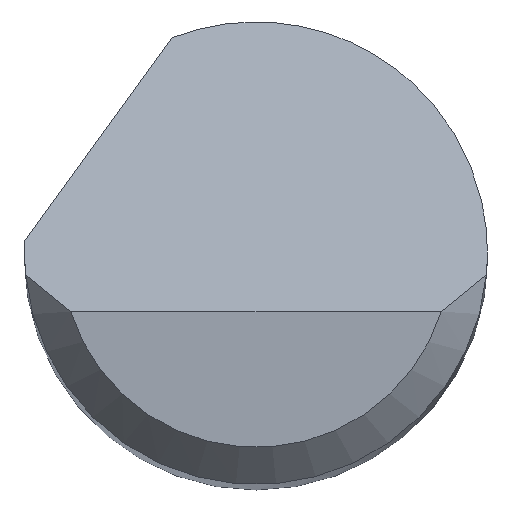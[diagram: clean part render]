
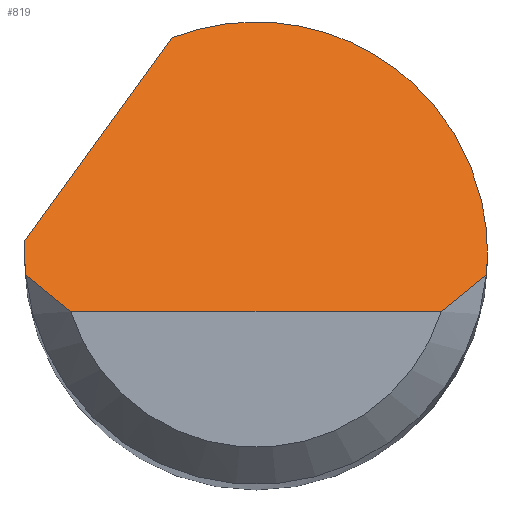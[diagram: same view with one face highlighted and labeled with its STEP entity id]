
A CAD part, top view. The second image highlights one B-rep face of the part: STEP entity #819.
In plain terms, the highlighted planar face has unit normal (0, 0.707, 0.707).
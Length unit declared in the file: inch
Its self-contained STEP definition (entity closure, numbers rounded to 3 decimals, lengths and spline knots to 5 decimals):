
#3 = DIRECTION ( 'NONE',  ( 0.456, 0.629, -0.629 ) ) ;
#10 = CARTESIAN_POINT ( 'NONE',  ( 0.08761, -0.01397, 1.49022 ) ) ;
#19 = CARTESIAN_POINT ( 'NONE',  ( 0.09334, -0.00875, 1.485 ) ) ;
#33 = PLANE ( 'NONE',  #617 ) ;
#57 = ORIENTED_EDGE ( 'NONE', *, *, #643, .F. ) ;
#71 = LINE ( 'NONE', #475, #1024 ) ;
#73 = CARTESIAN_POINT ( 'NONE',  ( -0.09362, 0.005, 1.47125 ) ) ;
#89 = EDGE_CURVE ( 'NONE', #1178, #616, #437, .T. ) ;
#94 = CARTESIAN_POINT ( 'NONE',  ( -0.11014, -0.01781, 1.49406 ) ) ;
#101 =( BOUNDED_CURVE ( )  B_SPLINE_CURVE ( 3, ( #314, #508, #329, #525 ),
 .UNSPECIFIED., .F., .F. ) 
 B_SPLINE_CURVE_WITH_KNOTS ( ( 4, 4 ),
 ( 1.5708, 1.66427 ),
 .UNSPECIFIED. ) 
 CURVE ( )  GEOMETRIC_REPRESENTATION_ITEM ( )  RATIONAL_B_SPLINE_CURVE ( ( 1., 0.999, 0.999, 1. ) ) 
 REPRESENTATION_ITEM ( '' )  );
#104 = CARTESIAN_POINT ( 'NONE',  ( -0.09375, -0.02375, 1.5 ) ) ;
#108 = CARTESIAN_POINT ( 'NONE',  ( -0.09371, 0.00333, 1.47292 ) ) ;
#210 = VERTEX_POINT ( 'NONE', #669 ) ;
#212 = DIRECTION ( 'NONE',  ( 0., 0.707, -0.707 ) ) ;
#217 = CARTESIAN_POINT ( 'NONE',  ( 0.09375, 0., 1.47625 ) ) ;
#243 = VECTOR ( 'NONE', #3, 39.37008 ) ;
#252 = CARTESIAN_POINT ( 'NONE',  ( 0.09375, 0., 1.47625 ) ) ;
#303 = ORIENTED_EDGE ( 'NONE', *, *, #1118, .F. ) ;
#306 = CARTESIAN_POINT ( 'NONE',  ( -0.08157, -0.019, 1.49525 ) ) ;
#314 = CARTESIAN_POINT ( 'NONE',  ( 0.09375, 0., 1.47625 ) ) ;
#329 = CARTESIAN_POINT ( 'NONE',  ( 0.09361, -0.00584, 1.48209 ) ) ;
#358 = CARTESIAN_POINT ( 'NONE',  ( 0.09334, -0.00875, 1.485 ) ) ;
#363 =( BOUNDED_CURVE ( )  B_SPLINE_CURVE ( 3, ( #846, #647, #1234, #441 ),
 .UNSPECIFIED., .F., .F. ) 
 B_SPLINE_CURVE_WITH_KNOTS ( ( 4, 4 ),
 ( 4.61892, 4.71239 ),
 .UNSPECIFIED. ) 
 CURVE ( )  GEOMETRIC_REPRESENTATION_ITEM ( )  RATIONAL_B_SPLINE_CURVE ( ( 1., 0.999, 0.999, 1. ) ) 
 REPRESENTATION_ITEM ( '' )  );
#407 = CARTESIAN_POINT ( 'NONE',  ( -0.09375, 0., 1.47625 ) ) ;
#425 = ORIENTED_EDGE ( 'NONE', *, *, #1232, .T. ) ;
#437 = B_SPLINE_CURVE_WITH_KNOTS ( 'NONE', 3,
 ( #902, #595, #10, #19 ),
 .UNSPECIFIED., .F., .F.,
 ( 4, 4 ),
 ( 0., 0.00071 ),
 .UNSPECIFIED. ) ;
#441 = CARTESIAN_POINT ( 'NONE',  ( -0.09375, 0., 1.47625 ) ) ;
#475 = CARTESIAN_POINT ( 'NONE',  ( 0., -0.02375, 1.5 ) ) ;
#489 = CARTESIAN_POINT ( 'NONE',  ( -0.07508, -0.02375, 1.5 ) ) ;
#490 = ORIENTED_EDGE ( 'NONE', *, *, #801, .F. ) ;
#505 = CARTESIAN_POINT ( 'NONE',  ( -0.09375, 0.00167, 1.47458 ) ) ;
#508 = CARTESIAN_POINT ( 'NONE',  ( 0.09375, -0.00292, 1.47917 ) ) ;
#522 = ORIENTED_EDGE ( 'NONE', *, *, #603, .T. ) ;
#525 = CARTESIAN_POINT ( 'NONE',  ( 0.09334, -0.00875, 1.485 ) ) ;
#546 = CARTESIAN_POINT ( 'NONE',  ( 0.03379, 0.11369, 1.36256 ) ) ;
#559 = CARTESIAN_POINT ( 'NONE',  ( -0.03394, 0.08739, 1.38886 ) ) ;
#595 = CARTESIAN_POINT ( 'NONE',  ( 0.08157, -0.019, 1.49525 ) ) ;
#598 = EDGE_LOOP ( 'NONE', ( #522, #1007, #490, #303, #1274, #57, #708, #425 ) ) ;
#603 = EDGE_CURVE ( 'NONE', #210, #1178, #71, .T. ) ;
#604 = CARTESIAN_POINT ( 'NONE',  ( -0.09362, 0.005, 1.47125 ) ) ;
#616 = VERTEX_POINT ( 'NONE', #358 ) ;
#617 = AXIS2_PLACEMENT_3D ( 'NONE', #104, #816, #212 ) ;
#622 = VERTEX_POINT ( 'NONE', #559 ) ;
#623 = CARTESIAN_POINT ( 'NONE',  ( -0.09334, -0.00875, 1.485 ) ) ;
#643 = EDGE_CURVE ( 'NONE', #1059, #1208, #1243, .T. ) ;
#647 = CARTESIAN_POINT ( 'NONE',  ( -0.09361, -0.00584, 1.48209 ) ) ;
#669 = CARTESIAN_POINT ( 'NONE',  ( -0.07508, -0.02375, 1.5 ) ) ;
#679 = VERTEX_POINT ( 'NONE', #217 ) ;
#708 = ORIENTED_EDGE ( 'NONE', *, *, #1029, .F. ) ;
#744 = CARTESIAN_POINT ( 'NONE',  ( -0.03394, 0.08739, 1.38886 ) ) ;
#795 =( BOUNDED_CURVE ( )  B_SPLINE_CURVE ( 3, ( #744, #546, #1131, #252 ),
 .UNSPECIFIED., .F., .F. ) 
 B_SPLINE_CURVE_WITH_KNOTS ( ( 4, 4 ),
 ( 5.91277, 7.85398 ),
 .UNSPECIFIED. ) 
 CURVE ( )  GEOMETRIC_REPRESENTATION_ITEM ( )  RATIONAL_B_SPLINE_CURVE ( ( 1., 0.71, 0.71, 1. ) ) 
 REPRESENTATION_ITEM ( '' )  );
#801 = EDGE_CURVE ( 'NONE', #679, #616, #101, .T. ) ;
#816 = DIRECTION ( 'NONE',  ( 0., -0.707, -0.707 ) ) ;
#819 = ADVANCED_FACE ( 'NONE', ( #920 ), #33, .F. ) ;
#833 = CARTESIAN_POINT ( 'NONE',  ( -0.09375, 0., 1.47625 ) ) ;
#846 = CARTESIAN_POINT ( 'NONE',  ( -0.09334, -0.00875, 1.485 ) ) ;
#866 = CARTESIAN_POINT ( 'NONE',  ( -0.09334, -0.00875, 1.485 ) ) ;
#896 = VERTEX_POINT ( 'NONE', #623 ) ;
#902 = CARTESIAN_POINT ( 'NONE',  ( 0.07508, -0.02375, 1.5 ) ) ;
#920 = FACE_OUTER_BOUND ( 'NONE', #598, .T. ) ;
#1007 = ORIENTED_EDGE ( 'NONE', *, *, #89, .T. ) ;
#1018 = B_SPLINE_CURVE_WITH_KNOTS ( 'NONE', 3,
 ( #866, #1073, #306, #489 ),
 .UNSPECIFIED., .F., .F.,
 ( 4, 4 ),
 ( 0., 0.00071 ),
 .UNSPECIFIED. ) ;
#1024 = VECTOR ( 'NONE', #1138, 39.37008 ) ;
#1029 = EDGE_CURVE ( 'NONE', #896, #1059, #363, .T. ) ;
#1059 = VERTEX_POINT ( 'NONE', #833 ) ;
#1073 = CARTESIAN_POINT ( 'NONE',  ( -0.08761, -0.01397, 1.49022 ) ) ;
#1118 = EDGE_CURVE ( 'NONE', #622, #679, #795, .T. ) ;
#1131 = CARTESIAN_POINT ( 'NONE',  ( 0.09375, 0.07266, 1.40359 ) ) ;
#1138 = DIRECTION ( 'NONE',  ( 1., 0., 0. ) ) ;
#1166 = CARTESIAN_POINT ( 'NONE',  ( 0.07508, -0.02375, 1.5 ) ) ;
#1178 = VERTEX_POINT ( 'NONE', #1166 ) ;
#1180 = LINE ( 'NONE', #94, #243 ) ;
#1192 = EDGE_CURVE ( 'NONE', #1208, #622, #1180, .T. ) ;
#1208 = VERTEX_POINT ( 'NONE', #73 ) ;
#1232 = EDGE_CURVE ( 'NONE', #896, #210, #1018, .T. ) ;
#1234 = CARTESIAN_POINT ( 'NONE',  ( -0.09375, -0.00292, 1.47917 ) ) ;
#1243 =( BOUNDED_CURVE ( )  B_SPLINE_CURVE ( 3, ( #407, #505, #108, #604 ),
 .UNSPECIFIED., .F., .F. ) 
 B_SPLINE_CURVE_WITH_KNOTS ( ( 4, 4 ),
 ( 4.71239, 4.76575 ),
 .UNSPECIFIED. ) 
 CURVE ( )  GEOMETRIC_REPRESENTATION_ITEM ( )  RATIONAL_B_SPLINE_CURVE ( ( 1., 1., 1., 1. ) ) 
 REPRESENTATION_ITEM ( '' )  );
#1274 = ORIENTED_EDGE ( 'NONE', *, *, #1192, .F. ) ;
